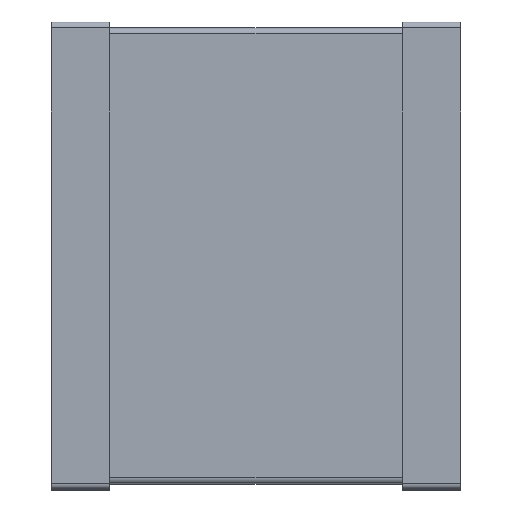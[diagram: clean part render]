
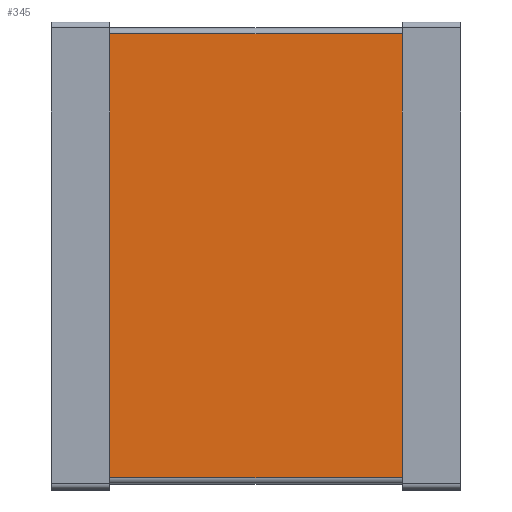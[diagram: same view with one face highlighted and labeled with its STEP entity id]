
A CAD part, top view. The second image highlights one B-rep face of the part: STEP entity #345.
In plain terms, the highlighted planar face has unit normal (0, 0, 1).
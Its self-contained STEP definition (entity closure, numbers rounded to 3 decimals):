
#13=DIRECTION('',(0.,0.,1.));
#41=VECTOR('',#42,1.);
#42=DIRECTION('',(0.,1.,0.));
#77=DIRECTION('',(1.,0.,0.));
#92=VECTOR('',#77,1.);
#128=CARTESIAN_POINT('',(-2.,-3.12,3.32));
#228=VERTEX_POINT('',#229);
#229=CARTESIAN_POINT('',(-2.,-3.04,3.32));
#234=EDGE_CURVE('',#228,#235,#237,.T.);
#235=VERTEX_POINT('',#236);
#236=CARTESIAN_POINT('',(-2.,3.04,3.32));
#237=LINE('',#128,#41);
#333=EDGE_CURVE('',#235,#334,#336,.T.);
#334=VERTEX_POINT('',#335);
#335=CARTESIAN_POINT('',(2.,3.04,3.32));
#336=LINE('',#236,#92);
#345=ADVANCED_FACE('',(#346),#359,.T.);
#346=FACE_BOUND('',#347,.T.);
#347=EDGE_LOOP('',(#348,#349,#354,#358));
#348=ORIENTED_EDGE('',*,*,#234,.F.);
#349=ORIENTED_EDGE('',*,*,#350,.T.);
#350=EDGE_CURVE('',#228,#351,#353,.T.);
#351=VERTEX_POINT('',#352);
#352=CARTESIAN_POINT('',(2.,-3.04,3.32));
#353=LINE('',#229,#92);
#354=ORIENTED_EDGE('',*,*,#355,.T.);
#355=EDGE_CURVE('',#351,#334,#356,.T.);
#356=LINE('',#357,#41);
#357=CARTESIAN_POINT('',(2.,-3.12,3.32));
#358=ORIENTED_EDGE('',*,*,#333,.F.);
#359=PLANE('',#360);
#360=AXIS2_PLACEMENT_3D('',#128,#13,#77);
